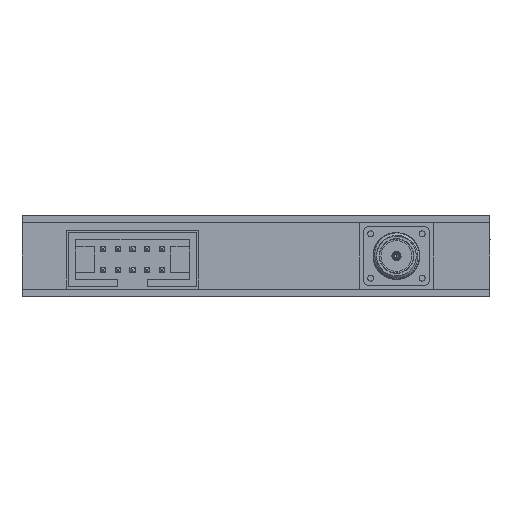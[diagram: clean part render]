
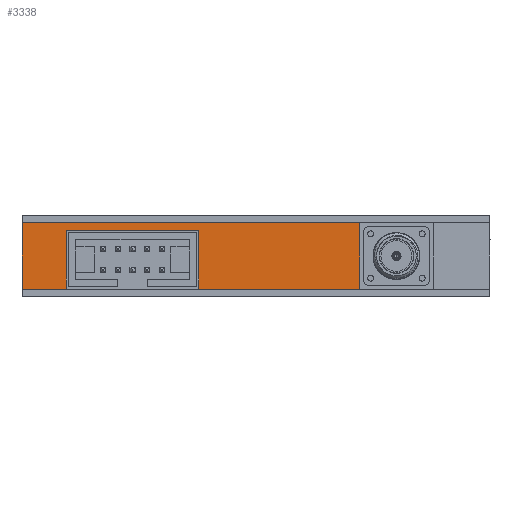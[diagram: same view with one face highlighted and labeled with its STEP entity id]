
A CAD part, front view. The second image highlights one B-rep face of the part: STEP entity #3338.
In plain terms, the highlighted planar face has unit normal (0, -1, 0).
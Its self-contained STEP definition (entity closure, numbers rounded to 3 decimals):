
#2856 = ORIENTED_EDGE ( 'NONE', *, *, #7503, .T. ) ;
#3266 = CARTESIAN_POINT ( 'NONE',  ( 14.05, -22.225, -4.5 ) ) ;
#3338 = ADVANCED_FACE ( 'NONE', ( #18235 ), #83181, .F. ) ;
#3808 = CARTESIAN_POINT ( 'NONE',  ( -25.75, -22.225, 3.5 ) ) ;
#5218 = DIRECTION ( 'NONE',  ( 1., 0., 0. ) ) ;
#5363 = CARTESIAN_POINT ( 'NONE',  ( 14.05, -22.225, 4.5 ) ) ;
#5402 = CARTESIAN_POINT ( 'NONE',  ( -31.75, -22.225, 4.5 ) ) ;
#5568 = CARTESIAN_POINT ( 'NONE',  ( -7.75, -22.225, 3.5 ) ) ;
#6500 = VECTOR ( 'NONE', #13925, 1000. ) ;
#7056 = ORIENTED_EDGE ( 'NONE', *, *, #72446, .T. ) ;
#7503 = EDGE_CURVE ( 'NONE', #10785, #31320, #53165, .T. ) ;
#8711 = LINE ( 'NONE', #3808, #58191 ) ;
#10390 = AXIS2_PLACEMENT_3D ( 'NONE', #76552, #45128, #29408 ) ;
#10785 = VERTEX_POINT ( 'NONE', #21351 ) ;
#10941 = LINE ( 'NONE', #37809, #12487 ) ;
#12157 = LINE ( 'NONE', #5568, #23592 ) ;
#12487 = VECTOR ( 'NONE', #5218, 1000. ) ;
#13925 = DIRECTION ( 'NONE',  ( 1., 0., 0. ) ) ;
#14732 = EDGE_CURVE ( 'NONE', #42248, #16696, #21438, .T. ) ;
#16065 = EDGE_CURVE ( 'NONE', #42248, #81633, #80431, .T. ) ;
#16696 = VERTEX_POINT ( 'NONE', #19072 ) ;
#16775 = ORIENTED_EDGE ( 'NONE', *, *, #41827, .F. ) ;
#18235 = FACE_OUTER_BOUND ( 'NONE', #73665, .T. ) ;
#19072 = CARTESIAN_POINT ( 'NONE',  ( -31.75, -22.225, -4.5 ) ) ;
#19662 = DIRECTION ( 'NONE',  ( 1., 0., 0. ) ) ;
#21351 = CARTESIAN_POINT ( 'NONE',  ( -7.75, -22.225, -4.5 ) ) ;
#21438 = LINE ( 'NONE', #81808, #74009 ) ;
#23568 = CARTESIAN_POINT ( 'NONE',  ( -25.75, -22.225, 3.5 ) ) ;
#23592 = VECTOR ( 'NONE', #86171, 1000. ) ;
#24421 = VERTEX_POINT ( 'NONE', #23568 ) ;
#25952 = ORIENTED_EDGE ( 'NONE', *, *, #54190, .F. ) ;
#29408 = DIRECTION ( 'NONE',  ( -1., 0., 0. ) ) ;
#30142 = LINE ( 'NONE', #57025, #61506 ) ;
#30652 = DIRECTION ( 'NONE',  ( 0., 0., -1. ) ) ;
#31260 = LINE ( 'NONE', #51562, #59924 ) ;
#31320 = VERTEX_POINT ( 'NONE', #3266 ) ;
#35726 = ORIENTED_EDGE ( 'NONE', *, *, #46522, .F. ) ;
#37809 = CARTESIAN_POINT ( 'NONE',  ( -31.75, -22.225, -4.5 ) ) ;
#39924 = CARTESIAN_POINT ( 'NONE',  ( -31.75, -22.225, -4.5 ) ) ;
#41827 = EDGE_CURVE ( 'NONE', #81633, #31320, #30142, .T. ) ;
#42248 = VERTEX_POINT ( 'NONE', #5402 ) ;
#45128 = DIRECTION ( 'NONE',  ( 0., 1., 0. ) ) ;
#46522 = EDGE_CURVE ( 'NONE', #10785, #86259, #12157, .T. ) ;
#49450 = EDGE_CURVE ( 'NONE', #86259, #24421, #31260, .T. ) ;
#49920 = ORIENTED_EDGE ( 'NONE', *, *, #49450, .F. ) ;
#51562 = CARTESIAN_POINT ( 'NONE',  ( -25.75, -22.225, 3.5 ) ) ;
#52518 = CARTESIAN_POINT ( 'NONE',  ( -7.75, -22.225, 3.5 ) ) ;
#53165 = LINE ( 'NONE', #39924, #66813 ) ;
#54190 = EDGE_CURVE ( 'NONE', #24421, #55149, #8711, .T. ) ;
#55149 = VERTEX_POINT ( 'NONE', #61192 ) ;
#57025 = CARTESIAN_POINT ( 'NONE',  ( 14.05, -22.225, 4.5 ) ) ;
#57716 = DIRECTION ( 'NONE',  ( -1., 0., 0. ) ) ;
#58191 = VECTOR ( 'NONE', #30652, 1000. ) ;
#59924 = VECTOR ( 'NONE', #57716, 1000. ) ;
#61192 = CARTESIAN_POINT ( 'NONE',  ( -25.75, -22.225, -4.5 ) ) ;
#61506 = VECTOR ( 'NONE', #83896, 1000. ) ;
#66813 = VECTOR ( 'NONE', #19662, 1000. ) ;
#67550 = ORIENTED_EDGE ( 'NONE', *, *, #14732, .T. ) ;
#67647 = CARTESIAN_POINT ( 'NONE',  ( -31.75, -22.225, 4.5 ) ) ;
#72446 = EDGE_CURVE ( 'NONE', #16696, #55149, #10941, .T. ) ;
#73665 = EDGE_LOOP ( 'NONE', ( #7056, #25952, #49920, #35726, #2856, #16775, #78897, #67550 ) ) ;
#74009 = VECTOR ( 'NONE', #75624, 1000. ) ;
#75624 = DIRECTION ( 'NONE',  ( 0., 0., -1. ) ) ;
#76552 = CARTESIAN_POINT ( 'NONE',  ( -31.75, -22.225, 4.5 ) ) ;
#78897 = ORIENTED_EDGE ( 'NONE', *, *, #16065, .F. ) ;
#80431 = LINE ( 'NONE', #67647, #6500 ) ;
#81633 = VERTEX_POINT ( 'NONE', #5363 ) ;
#81808 = CARTESIAN_POINT ( 'NONE',  ( -31.75, -22.225, 4.5 ) ) ;
#83181 = PLANE ( 'NONE',  #10390 ) ;
#83896 = DIRECTION ( 'NONE',  ( 0., 0., -1. ) ) ;
#86171 = DIRECTION ( 'NONE',  ( 0., 0., 1. ) ) ;
#86259 = VERTEX_POINT ( 'NONE', #52518 ) ;
